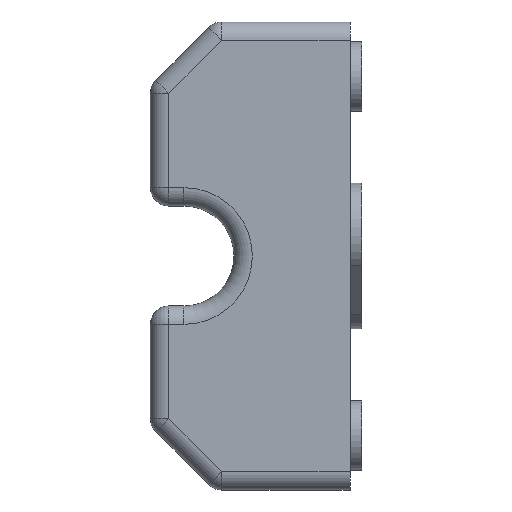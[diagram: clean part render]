
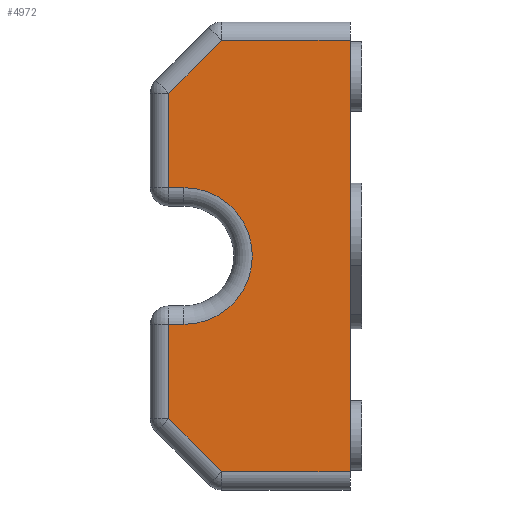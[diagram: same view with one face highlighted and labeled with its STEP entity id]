
A CAD part, left-side view. The second image highlights one B-rep face of the part: STEP entity #4972.
In plain terms, the highlighted planar face has unit normal (-1, 0, 0).
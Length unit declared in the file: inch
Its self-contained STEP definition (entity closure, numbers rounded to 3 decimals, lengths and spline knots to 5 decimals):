
#85 = DIRECTION ( 'NONE',  ( 1., 0., 0. ) ) ;
#249 = VERTEX_POINT ( 'NONE', #4115 ) ;
#297 = DIRECTION ( 'NONE',  ( 0., -1., 0. ) ) ;
#399 = CARTESIAN_POINT ( 'NONE',  ( -0.7185, 2.72264, 0.30492 ) ) ;
#600 = ORIENTED_EDGE ( 'NONE', *, *, #1432, .T. ) ;
#639 = VECTOR ( 'NONE', #2691, 39.37008 ) ;
#654 = CARTESIAN_POINT ( 'NONE',  ( -0.7185, 1.43701, -0.46457 ) ) ;
#950 = EDGE_CURVE ( 'NONE', #1510, #2881, #2151, .T. ) ;
#952 = EDGE_CURVE ( 'NONE', #5658, #5903, #3319, .T. ) ;
#1144 = VECTOR ( 'NONE', #297, 39.37008 ) ;
#1180 = EDGE_CURVE ( 'NONE', #1305, #5850, #3691, .T. ) ;
#1305 = VERTEX_POINT ( 'NONE', #6784 ) ;
#1350 = VERTEX_POINT ( 'NONE', #4509 ) ;
#1432 = EDGE_CURVE ( 'NONE', #1350, #1879, #4686, .T. ) ;
#1472 = ORIENTED_EDGE ( 'NONE', *, *, #7406, .T. ) ;
#1510 = VERTEX_POINT ( 'NONE', #3682 ) ;
#1630 = LINE ( 'NONE', #3928, #1729 ) ;
#1694 = CIRCLE ( 'NONE', #3384, 0.46457 ) ;
#1729 = VECTOR ( 'NONE', #6239, 39.37008 ) ;
#1761 = VECTOR ( 'NONE', #4237, 39.37008 ) ;
#1879 = VERTEX_POINT ( 'NONE', #6838 ) ;
#1943 = LINE ( 'NONE', #6426, #1761 ) ;
#1980 = ORIENTED_EDGE ( 'NONE', *, *, #5551, .T. ) ;
#1987 = VECTOR ( 'NONE', #3377, 39.37008 ) ;
#2151 = LINE ( 'NONE', #2711, #2220 ) ;
#2220 = VECTOR ( 'NONE', #4441, 39.37008 ) ;
#2368 = ORIENTED_EDGE ( 'NONE', *, *, #6876, .T. ) ;
#2375 = CARTESIAN_POINT ( 'NONE',  ( -0.7185, 1.43701, 1.59055 ) ) ;
#2455 = LINE ( 'NONE', #654, #6839 ) ;
#2584 = ORIENTED_EDGE ( 'NONE', *, *, #4349, .T. ) ;
#2691 = DIRECTION ( 'NONE',  ( 0., -0.707, -0.707 ) ) ;
#2711 = CARTESIAN_POINT ( 'NONE',  ( -0.7185, 1.13208, 1.28563 ) ) ;
#2881 = VERTEX_POINT ( 'NONE', #6606 ) ;
#3142 = CARTESIAN_POINT ( 'NONE',  ( -0.7185, 0.07874, 1.46555 ) ) ;
#3183 = LINE ( 'NONE', #399, #639 ) ;
#3295 = DIRECTION ( 'NONE',  ( 0., 0., -1. ) ) ;
#3319 = LINE ( 'NONE', #4521, #4501 ) ;
#3377 = DIRECTION ( 'NONE',  ( 0., 0., -1. ) ) ;
#3384 = AXIS2_PLACEMENT_3D ( 'NONE', #7295, #3712, #3295 ) ;
#3531 = EDGE_LOOP ( 'NONE', ( #2368, #1980, #7259, #1472, #4407, #3606, #6116, #2584, #3739, #600 ) ) ;
#3578 = FACE_OUTER_BOUND ( 'NONE', #3531, .T. ) ;
#3600 = DIRECTION ( 'NONE',  ( 0., 0., -1. ) ) ;
#3606 = ORIENTED_EDGE ( 'NONE', *, *, #4064, .T. ) ;
#3625 = DIRECTION ( 'NONE',  ( 0., 1., 0. ) ) ;
#3682 = CARTESIAN_POINT ( 'NONE',  ( -0.7185, 0.95216, 1.46555 ) ) ;
#3691 = LINE ( 'NONE', #6439, #1144 ) ;
#3712 = DIRECTION ( 'NONE',  ( 1., 0., 0. ) ) ;
#3725 = VECTOR ( 'NONE', #3600, 39.37008 ) ;
#3739 = ORIENTED_EDGE ( 'NONE', *, *, #5931, .T. ) ;
#3928 = CARTESIAN_POINT ( 'NONE',  ( -0.7185, 1.43701, 1.46555 ) ) ;
#3943 = CARTESIAN_POINT ( 'NONE',  ( -0.7185, 1.31201, 0.33957 ) ) ;
#4016 = LINE ( 'NONE', #3943, #1987 ) ;
#4064 = EDGE_CURVE ( 'NONE', #2881, #1305, #4016, .T. ) ;
#4115 = CARTESIAN_POINT ( 'NONE',  ( -0.7185, 1.20831, -0.46457 ) ) ;
#4237 = DIRECTION ( 'NONE',  ( 0., -1., 0. ) ) ;
#4349 = EDGE_CURVE ( 'NONE', #5850, #249, #1694, .T. ) ;
#4407 = ORIENTED_EDGE ( 'NONE', *, *, #950, .T. ) ;
#4441 = DIRECTION ( 'NONE',  ( 0., 0.707, -0.707 ) ) ;
#4479 = DIRECTION ( 'NONE',  ( 0., 0., -1. ) ) ;
#4501 = VECTOR ( 'NONE', #4479, 39.37008 ) ;
#4509 = CARTESIAN_POINT ( 'NONE',  ( -0.7185, 1.31201, -0.46457 ) ) ;
#4521 = CARTESIAN_POINT ( 'NONE',  ( -0.7185, 0.07874, 0. ) ) ;
#4686 = LINE ( 'NONE', #5258, #3725 ) ;
#4972 = ADVANCED_FACE ( 'NONE', ( #3578 ), #5808, .F. ) ;
#4987 = CARTESIAN_POINT ( 'NONE',  ( -0.7185, 0.95216, -1.46555 ) ) ;
#5074 = AXIS2_PLACEMENT_3D ( 'NONE', #2375, #85, #5305 ) ;
#5258 = CARTESIAN_POINT ( 'NONE',  ( -0.7185, 1.31201, -1.15748 ) ) ;
#5305 = DIRECTION ( 'NONE',  ( 0., 0., -1. ) ) ;
#5551 = EDGE_CURVE ( 'NONE', #6872, #5903, #1943, .T. ) ;
#5658 = VERTEX_POINT ( 'NONE', #3142 ) ;
#5808 = PLANE ( 'NONE',  #5074 ) ;
#5850 = VERTEX_POINT ( 'NONE', #7024 ) ;
#5903 = VERTEX_POINT ( 'NONE', #6491 ) ;
#5931 = EDGE_CURVE ( 'NONE', #249, #1350, #2455, .T. ) ;
#6116 = ORIENTED_EDGE ( 'NONE', *, *, #1180, .T. ) ;
#6239 = DIRECTION ( 'NONE',  ( 0., 1., 0. ) ) ;
#6426 = CARTESIAN_POINT ( 'NONE',  ( -0.7185, 1.43701, -1.46555 ) ) ;
#6439 = CARTESIAN_POINT ( 'NONE',  ( -0.7185, 1.43701, 0.46457 ) ) ;
#6491 = CARTESIAN_POINT ( 'NONE',  ( -0.7185, 0.07874, -1.46555 ) ) ;
#6606 = CARTESIAN_POINT ( 'NONE',  ( -0.7185, 1.31201, 1.1057 ) ) ;
#6784 = CARTESIAN_POINT ( 'NONE',  ( -0.7185, 1.31201, 0.46457 ) ) ;
#6838 = CARTESIAN_POINT ( 'NONE',  ( -0.7185, 1.31201, -1.1057 ) ) ;
#6839 = VECTOR ( 'NONE', #3625, 39.37008 ) ;
#6872 = VERTEX_POINT ( 'NONE', #4987 ) ;
#6876 = EDGE_CURVE ( 'NONE', #1879, #6872, #3183, .T. ) ;
#7024 = CARTESIAN_POINT ( 'NONE',  ( -0.7185, 1.20831, 0.46457 ) ) ;
#7259 = ORIENTED_EDGE ( 'NONE', *, *, #952, .F. ) ;
#7295 = CARTESIAN_POINT ( 'NONE',  ( -0.7185, 1.20831, 0. ) ) ;
#7406 = EDGE_CURVE ( 'NONE', #5658, #1510, #1630, .T. ) ;
